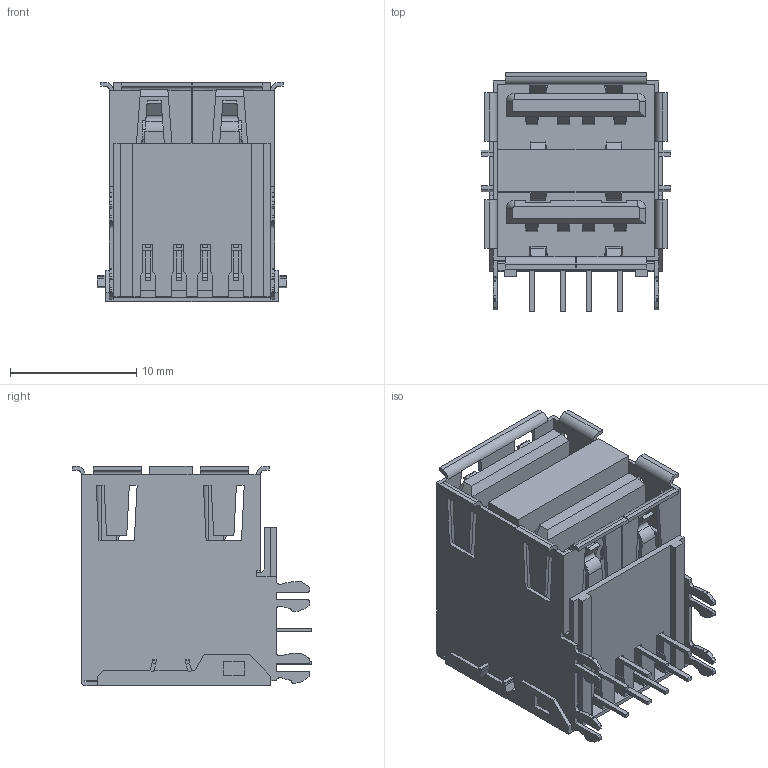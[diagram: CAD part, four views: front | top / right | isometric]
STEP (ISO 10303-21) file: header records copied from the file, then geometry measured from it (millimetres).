
FILE_DESCRIPTION(('STEP AP214'),'1');
FILE_NAME('723098023blf.stp','2013-08-13T01:30:53',('TraceParts'),('TraceParts S.A.'),'XStep 1.0',' ',' ');
FILE_SCHEMA(('automotive_design'));
Length unit declared in the file: millimetre
Products named in the file (1): 72309-7024BLFC
Bounding box: 15 x 18.98 x 17.4 mm (x, y, z)
Volume: 1927.3 mm3; surface area: 4048.5 mm2
Topology: 1 solids, 1 shells, 771 faces, 2090 edges, 1316 vertices
Faces by surface type: plane 538, cylinder 189, bspline 40, cone 4
Entity records: 26129 total; most frequent: CARTESIAN_POINT 6878, ORIENTED_EDGE 4180, DIRECTION 3672, EDGE_CURVE 2090, LINE 1676, VECTOR 1676, VERTEX_POINT 1316, AXIS2_PLACEMENT_3D 998
